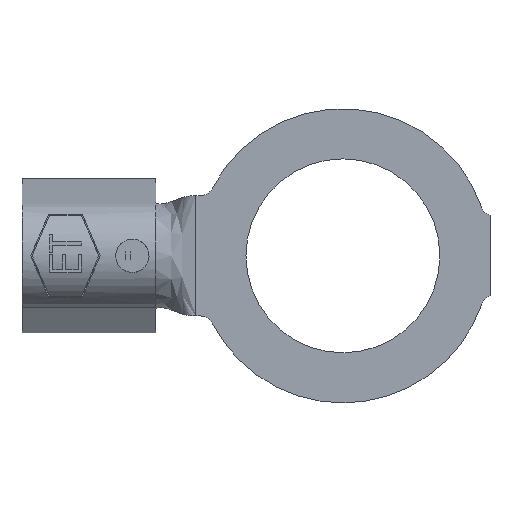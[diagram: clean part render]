
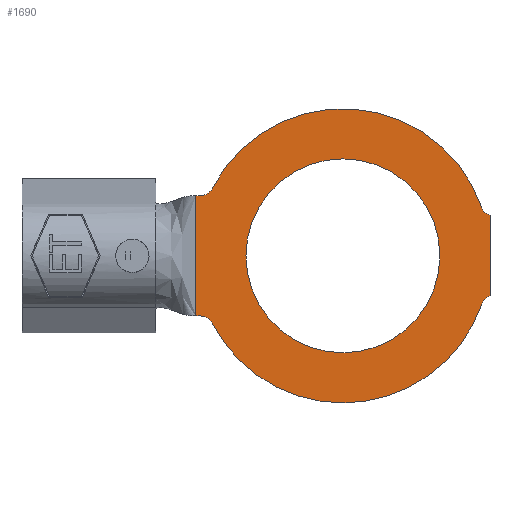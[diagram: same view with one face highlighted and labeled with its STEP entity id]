
A CAD part, front view. The second image highlights one B-rep face of the part: STEP entity #1690.
In plain terms, the highlighted planar face has unit normal (0, -1, 0).
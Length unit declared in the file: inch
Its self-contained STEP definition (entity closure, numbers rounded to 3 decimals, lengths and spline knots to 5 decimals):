
#4 = ORIENTED_EDGE ( 'NONE', *, *, #2849, .T. ) ;
#11 = CARTESIAN_POINT ( 'NONE',  ( 0.11, 0., 0.03 ) ) ;
#18 = CARTESIAN_POINT ( 'NONE',  ( -0.10665, 0., 0.045 ) ) ;
#22 = AXIS2_PLACEMENT_3D ( 'NONE', #2317, #664, #2614 ) ;
#113 = CARTESIAN_POINT ( 'NONE',  ( -0.11, 0., -0.045 ) ) ;
#286 = PLANE ( 'NONE',  #592 ) ;
#348 = DIRECTION ( 'NONE',  ( 0., 1., 0. ) ) ;
#372 = DIRECTION ( 'NONE',  ( 0., 1., 0. ) ) ;
#387 = CARTESIAN_POINT ( 'NONE',  ( 0., 0., 0.0725 ) ) ;
#462 = VERTEX_POINT ( 'NONE', #610 ) ;
#557 = VERTEX_POINT ( 'NONE', #387 ) ;
#567 = DIRECTION ( 'NONE',  ( -1., 0., 0. ) ) ;
#578 = CARTESIAN_POINT ( 'NONE',  ( 0., 0., 0. ) ) ;
#581 = EDGE_CURVE ( 'NONE', #2131, #926, #1397, .T. ) ;
#592 = AXIS2_PLACEMENT_3D ( 'NONE', #846, #1125, #3073 ) ;
#610 = CARTESIAN_POINT ( 'NONE',  ( 0.10389, 0., -0.03614 ) ) ;
#664 = DIRECTION ( 'NONE',  ( 0., 1., 0. ) ) ;
#667 = VERTEX_POINT ( 'NONE', #1793 ) ;
#670 = DIRECTION ( 'NONE',  ( 1., 0., 0. ) ) ;
#721 = EDGE_LOOP ( 'NONE', ( #3542, #4, #3593, #2924, #2257, #3098, #2526, #3364, #3456, #2881, #1260 ) ) ;
#725 = VECTOR ( 'NONE', #567, 39.37008 ) ;
#753 = CARTESIAN_POINT ( 'NONE',  ( 0., 0., -0.11 ) ) ;
#778 = CARTESIAN_POINT ( 'NONE',  ( -0.09777, 0., -0.05042 ) ) ;
#799 = AXIS2_PLACEMENT_3D ( 'NONE', #1992, #348, #2270 ) ;
#846 = CARTESIAN_POINT ( 'NONE',  ( 0., 0., 0. ) ) ;
#868 = DIRECTION ( 'NONE',  ( 0., 0., 1. ) ) ;
#911 = DIRECTION ( 'NONE',  ( 0., 1., 0. ) ) ;
#926 = VERTEX_POINT ( 'NONE', #18 ) ;
#968 = AXIS2_PLACEMENT_3D ( 'NONE', #1507, #3479, #1780 ) ;
#1025 = EDGE_CURVE ( 'NONE', #462, #2425, #2895, .T. ) ;
#1049 = CARTESIAN_POINT ( 'NONE',  ( -0.10665, 0., -0.055 ) ) ;
#1082 = CARTESIAN_POINT ( 'NONE',  ( -0.09777, 0., 0.05042 ) ) ;
#1086 = DIRECTION ( 'NONE',  ( 0., 1., 0. ) ) ;
#1092 = AXIS2_PLACEMENT_3D ( 'NONE', #578, #2527, #868 ) ;
#1106 = CIRCLE ( 'NONE', #22, 0.11 ) ;
#1125 = DIRECTION ( 'NONE',  ( 0., 1., 0. ) ) ;
#1171 = VERTEX_POINT ( 'NONE', #2699 ) ;
#1183 = EDGE_CURVE ( 'NONE', #1290, #667, #3581, .T. ) ;
#1203 = CIRCLE ( 'NONE', #968, 0.01 ) ;
#1260 = ORIENTED_EDGE ( 'NONE', *, *, #3501, .F. ) ;
#1290 = VERTEX_POINT ( 'NONE', #11 ) ;
#1292 = VECTOR ( 'NONE', #1726, 39.37008 ) ;
#1317 = VECTOR ( 'NONE', #670, 39.37008 ) ;
#1322 = DIRECTION ( 'NONE',  ( 0., 0., 1. ) ) ;
#1365 = EDGE_CURVE ( 'NONE', #3071, #557, #1619, .T. ) ;
#1368 = LINE ( 'NONE', #113, #1292 ) ;
#1397 = LINE ( 'NONE', #2327, #1317 ) ;
#1464 = EDGE_CURVE ( 'NONE', #2564, #926, #3530, .T. ) ;
#1507 = CARTESIAN_POINT ( 'NONE',  ( 0.11334, 0., -0.03943 ) ) ;
#1576 = DIRECTION ( 'NONE',  ( 0., 0., -1. ) ) ;
#1594 = CARTESIAN_POINT ( 'NONE',  ( 0., 0., 0. ) ) ;
#1604 = CARTESIAN_POINT ( 'NONE',  ( -0.11, 0., 0.045 ) ) ;
#1619 = CIRCLE ( 'NONE', #1092, 0.0725 ) ;
#1658 = CIRCLE ( 'NONE', #2882, 0.01 ) ;
#1690 = ADVANCED_FACE ( 'NONE', ( #3573, #2063 ), #286, .F. ) ;
#1704 = VERTEX_POINT ( 'NONE', #2216 ) ;
#1710 = CIRCLE ( 'NONE', #1818, 0.01 ) ;
#1726 = DIRECTION ( 'NONE',  ( 0., 0., 1. ) ) ;
#1780 = DIRECTION ( 'NONE',  ( 0., 0., 1. ) ) ;
#1793 = CARTESIAN_POINT ( 'NONE',  ( 0.11, 0., -0.03 ) ) ;
#1805 = EDGE_LOOP ( 'NONE', ( #2513, #1943 ) ) ;
#1818 = AXIS2_PLACEMENT_3D ( 'NONE', #1049, #3006, #1322 ) ;
#1836 = CARTESIAN_POINT ( 'NONE',  ( 0.10389, 0., 0.03614 ) ) ;
#1878 = DIRECTION ( 'NONE',  ( 0., 0., 1. ) ) ;
#1943 = ORIENTED_EDGE ( 'NONE', *, *, #1365, .T. ) ;
#1992 = CARTESIAN_POINT ( 'NONE',  ( 0., 0., 0. ) ) ;
#2017 = CARTESIAN_POINT ( 'NONE',  ( -0.10665, 0., 0.055 ) ) ;
#2063 = FACE_OUTER_BOUND ( 'NONE', #721, .T. ) ;
#2099 = EDGE_CURVE ( 'NONE', #557, #3071, #2319, .T. ) ;
#2101 = AXIS2_PLACEMENT_3D ( 'NONE', #1594, #3584, #1878 ) ;
#2131 = VERTEX_POINT ( 'NONE', #1604 ) ;
#2185 = EDGE_CURVE ( 'NONE', #2564, #2397, #2805, .T. ) ;
#2216 = CARTESIAN_POINT ( 'NONE',  ( -0.10665, 0., -0.045 ) ) ;
#2224 = CARTESIAN_POINT ( 'NONE',  ( -0.10037, 0., -0.045 ) ) ;
#2257 = ORIENTED_EDGE ( 'NONE', *, *, #2185, .F. ) ;
#2270 = DIRECTION ( 'NONE',  ( 0., 0., 1. ) ) ;
#2304 = DIRECTION ( 'NONE',  ( 0., 0., 1. ) ) ;
#2317 = CARTESIAN_POINT ( 'NONE',  ( 0., 0., 0. ) ) ;
#2319 = CIRCLE ( 'NONE', #2101, 0.0725 ) ;
#2327 = CARTESIAN_POINT ( 'NONE',  ( -0.10037, 0., 0.045 ) ) ;
#2397 = VERTEX_POINT ( 'NONE', #1836 ) ;
#2425 = VERTEX_POINT ( 'NONE', #753 ) ;
#2513 = ORIENTED_EDGE ( 'NONE', *, *, #2099, .T. ) ;
#2526 = ORIENTED_EDGE ( 'NONE', *, *, #581, .F. ) ;
#2527 = DIRECTION ( 'NONE',  ( 0., 1., 0. ) ) ;
#2564 = VERTEX_POINT ( 'NONE', #1082 ) ;
#2573 = CARTESIAN_POINT ( 'NONE',  ( 0.11334, 0., 0.03943 ) ) ;
#2614 = DIRECTION ( 'NONE',  ( 0., 0., 1. ) ) ;
#2699 = CARTESIAN_POINT ( 'NONE',  ( -0.11, 0., -0.045 ) ) ;
#2758 = CARTESIAN_POINT ( 'NONE',  ( 0., 0., 0. ) ) ;
#2782 = EDGE_CURVE ( 'NONE', #1171, #2131, #1368, .T. ) ;
#2805 = CIRCLE ( 'NONE', #3420, 0.11 ) ;
#2815 = VECTOR ( 'NONE', #1576, 39.37008 ) ;
#2849 = EDGE_CURVE ( 'NONE', #462, #667, #1203, .T. ) ;
#2851 = DIRECTION ( 'NONE',  ( 0., 0., 1. ) ) ;
#2881 = ORIENTED_EDGE ( 'NONE', *, *, #3161, .T. ) ;
#2882 = AXIS2_PLACEMENT_3D ( 'NONE', #2573, #911, #2851 ) ;
#2895 = CIRCLE ( 'NONE', #799, 0.11 ) ;
#2924 = ORIENTED_EDGE ( 'NONE', *, *, #3419, .T. ) ;
#2932 = CARTESIAN_POINT ( 'NONE',  ( 0., 0., -0.0725 ) ) ;
#2977 = AXIS2_PLACEMENT_3D ( 'NONE', #2017, #372, #2304 ) ;
#2984 = CARTESIAN_POINT ( 'NONE',  ( 0.11, 0., -0.03 ) ) ;
#3006 = DIRECTION ( 'NONE',  ( 0., 1., 0. ) ) ;
#3043 = DIRECTION ( 'NONE',  ( 0., 0., 1. ) ) ;
#3071 = VERTEX_POINT ( 'NONE', #2932 ) ;
#3073 = DIRECTION ( 'NONE',  ( 0., 0., 1. ) ) ;
#3098 = ORIENTED_EDGE ( 'NONE', *, *, #1464, .T. ) ;
#3161 = EDGE_CURVE ( 'NONE', #1704, #3170, #1710, .T. ) ;
#3170 = VERTEX_POINT ( 'NONE', #778 ) ;
#3277 = EDGE_CURVE ( 'NONE', #1704, #1171, #3621, .T. ) ;
#3364 = ORIENTED_EDGE ( 'NONE', *, *, #2782, .F. ) ;
#3419 = EDGE_CURVE ( 'NONE', #1290, #2397, #1658, .T. ) ;
#3420 = AXIS2_PLACEMENT_3D ( 'NONE', #2758, #1086, #3043 ) ;
#3456 = ORIENTED_EDGE ( 'NONE', *, *, #3277, .F. ) ;
#3479 = DIRECTION ( 'NONE',  ( 0., 1., 0. ) ) ;
#3501 = EDGE_CURVE ( 'NONE', #2425, #3170, #1106, .T. ) ;
#3530 = CIRCLE ( 'NONE', #2977, 0.01 ) ;
#3542 = ORIENTED_EDGE ( 'NONE', *, *, #1025, .F. ) ;
#3573 = FACE_BOUND ( 'NONE', #1805, .T. ) ;
#3581 = LINE ( 'NONE', #2984, #2815 ) ;
#3584 = DIRECTION ( 'NONE',  ( 0., 1., 0. ) ) ;
#3593 = ORIENTED_EDGE ( 'NONE', *, *, #1183, .F. ) ;
#3621 = LINE ( 'NONE', #2224, #725 ) ;
